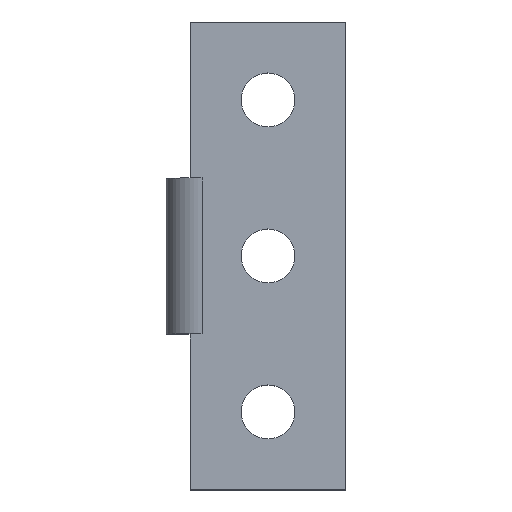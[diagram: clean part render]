
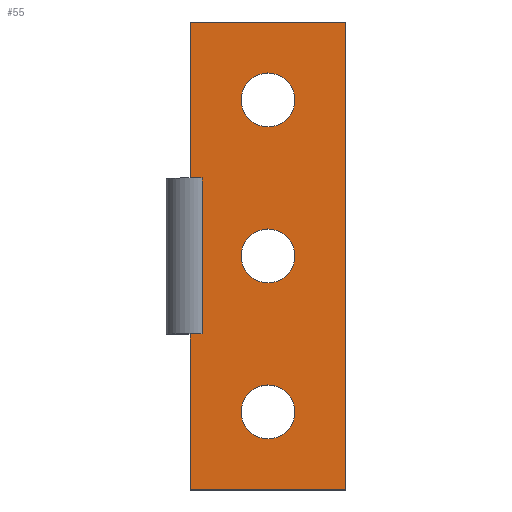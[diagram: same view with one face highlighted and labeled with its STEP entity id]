
A CAD part, top view. The second image highlights one B-rep face of the part: STEP entity #55.
In plain terms, the highlighted planar face has unit normal (0, 0, 1).
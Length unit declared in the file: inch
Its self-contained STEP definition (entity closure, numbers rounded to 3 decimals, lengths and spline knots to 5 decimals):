
#55=ADVANCED_FACE('',(#124,#125,#126,#127),#128,.T.);
#124=FACE_BOUND('',#212,.T.);
#125=FACE_BOUND('',#213,.T.);
#126=FACE_BOUND('',#214,.T.);
#127=FACE_OUTER_BOUND('',#215,.T.);
#128=PLANE('',#216);
#212=EDGE_LOOP('',(#311,#312));
#213=EDGE_LOOP('',(#313,#314));
#214=EDGE_LOOP('',(#315,#316));
#215=EDGE_LOOP('',(#317,#318,#319,#320,#321,#322,#323,#324));
#216=AXIS2_PLACEMENT_3D('',#325,#326,#327);
#311=ORIENTED_EDGE('',*,*,#525,.T.);
#312=ORIENTED_EDGE('',*,*,#526,.T.);
#313=ORIENTED_EDGE('',*,*,#527,.T.);
#314=ORIENTED_EDGE('',*,*,#528,.T.);
#315=ORIENTED_EDGE('',*,*,#511,.T.);
#316=ORIENTED_EDGE('',*,*,#523,.T.);
#317=ORIENTED_EDGE('',*,*,#529,.T.);
#318=ORIENTED_EDGE('',*,*,#530,.F.);
#319=ORIENTED_EDGE('',*,*,#520,.F.);
#320=ORIENTED_EDGE('',*,*,#531,.T.);
#321=ORIENTED_EDGE('',*,*,#532,.T.);
#322=ORIENTED_EDGE('',*,*,#533,.T.);
#323=ORIENTED_EDGE('',*,*,#534,.T.);
#324=ORIENTED_EDGE('',*,*,#535,.F.);
#325=CARTESIAN_POINT('',(0.125,2.4375,2.0));
#326=DIRECTION('',(0.0,-0.0,1.0));
#327=DIRECTION('',(0.,1.0,0.0));
#511=EDGE_CURVE('',#602,#600,#603,.T.);
#520=EDGE_CURVE('',#617,#609,#619,.T.);
#523=EDGE_CURVE('',#600,#602,#622,.T.);
#525=EDGE_CURVE('',#624,#625,#626,.T.);
#526=EDGE_CURVE('',#625,#624,#627,.T.);
#527=EDGE_CURVE('',#628,#629,#630,.T.);
#528=EDGE_CURVE('',#629,#628,#631,.T.);
#529=EDGE_CURVE('',#632,#633,#634,.T.);
#530=EDGE_CURVE('',#609,#633,#635,.T.);
#531=EDGE_CURVE('',#617,#636,#637,.T.);
#532=EDGE_CURVE('',#636,#638,#639,.T.);
#533=EDGE_CURVE('',#638,#640,#641,.T.);
#534=EDGE_CURVE('',#640,#642,#643,.T.);
#535=EDGE_CURVE('',#632,#642,#644,.T.);
#600=VERTEX_POINT('',#731);
#602=VERTEX_POINT('',#734);
#603=CIRCLE('',#735,0.28125);
#609=VERTEX_POINT('',#742);
#617=VERTEX_POINT('',#751);
#619=LINE('',#753,#754);
#622=CIRCLE('',#757,0.28125);
#624=VERTEX_POINT('',#759);
#625=VERTEX_POINT('',#760);
#626=CIRCLE('',#761,0.28125);
#627=CIRCLE('',#762,0.28125);
#628=VERTEX_POINT('',#763);
#629=VERTEX_POINT('',#764);
#630=CIRCLE('',#765,0.28125);
#631=CIRCLE('',#766,0.28125);
#632=VERTEX_POINT('',#767);
#633=VERTEX_POINT('',#768);
#634=LINE('',#769,#770);
#635=LINE('',#771,#772);
#636=VERTEX_POINT('',#773);
#637=LINE('',#774,#775);
#638=VERTEX_POINT('',#776);
#639=LINE('',#777,#778);
#640=VERTEX_POINT('',#779);
#641=LINE('',#780,#781);
#642=VERTEX_POINT('',#782);
#643=LINE('',#783,#784);
#644=LINE('',#785,#786);
#731=CARTESIAN_POINT('',(0.8125,-0.53125,2.0));
#734=CARTESIAN_POINT('',(0.8125,-1.09375,2.0));
#735=AXIS2_PLACEMENT_3D('',#903,#904,#905);
#742=CARTESIAN_POINT('',(0.125,1.625,2.0));
#751=CARTESIAN_POINT('',(0.125,0.,2.0));
#753=CARTESIAN_POINT('',(0.125,0.,2.0));
#754=VECTOR('',#923,1.);
#757=AXIS2_PLACEMENT_3D('',#927,#928,#929);
#759=CARTESIAN_POINT('',(0.8125,1.09375,2.0));
#760=CARTESIAN_POINT('',(0.8125,0.53125,2.0));
#761=AXIS2_PLACEMENT_3D('',#930,#931,#932);
#762=AXIS2_PLACEMENT_3D('',#933,#934,#935);
#763=CARTESIAN_POINT('',(0.8125,2.71875,2.0));
#764=CARTESIAN_POINT('',(0.8125,2.15625,2.0));
#765=AXIS2_PLACEMENT_3D('',#936,#937,#938);
#766=AXIS2_PLACEMENT_3D('',#939,#940,#941);
#767=CARTESIAN_POINT('',(0.,3.25,2.0));
#768=CARTESIAN_POINT('',(0.,1.625,2.0));
#769=CARTESIAN_POINT('',(0.,1.625,2.0));
#770=VECTOR('',#942,1.0);
#771=CARTESIAN_POINT('',(0.125,1.625,2.0));
#772=VECTOR('',#943,1.0);
#773=CARTESIAN_POINT('',(0.,0.0,2.0));
#774=CARTESIAN_POINT('',(0.125,0.0,2.0));
#775=VECTOR('',#944,1.0);
#776=CARTESIAN_POINT('',(0.,-1.625,2.0));
#777=CARTESIAN_POINT('',(0.,-1.625,2.0));
#778=VECTOR('',#945,1.0);
#779=CARTESIAN_POINT('',(1.625,-1.625,2.0));
#780=CARTESIAN_POINT('',(0.125,-1.625,2.0));
#781=VECTOR('',#946,1.0);
#782=CARTESIAN_POINT('',(1.625,3.25,2.0));
#783=CARTESIAN_POINT('',(1.625,-1.625,2.0));
#784=VECTOR('',#947,1.0);
#785=CARTESIAN_POINT('',(0.125,3.25,2.0));
#786=VECTOR('',#948,1.);
#903=CARTESIAN_POINT('',(0.8125,-0.8125,2.0));
#904=DIRECTION('',(0.,0.,-1.0));
#905=DIRECTION('',(0.,1.0,0.));
#923=DIRECTION('',(0.0,1.0,0.0));
#927=CARTESIAN_POINT('',(0.8125,-0.8125,2.0));
#928=DIRECTION('',(0.,0.,-1.0));
#929=DIRECTION('',(0.,1.0,0.));
#930=CARTESIAN_POINT('',(0.8125,0.8125,2.0));
#931=DIRECTION('',(0.,0.,-1.0));
#932=DIRECTION('',(0.,-1.0,0.));
#933=CARTESIAN_POINT('',(0.8125,0.8125,2.0));
#934=DIRECTION('',(0.,0.,-1.0));
#935=DIRECTION('',(0.,-1.0,0.));
#936=CARTESIAN_POINT('',(0.8125,2.4375,2.0));
#937=DIRECTION('',(0.,0.,-1.0));
#938=DIRECTION('',(0.,-1.0,0.));
#939=CARTESIAN_POINT('',(0.8125,2.4375,2.0));
#940=DIRECTION('',(0.,0.,-1.0));
#941=DIRECTION('',(0.,-1.0,0.));
#942=DIRECTION('',(0.,-1.0,-0.0));
#943=DIRECTION('',(-1.0,0.0,0.0));
#944=DIRECTION('',(-1.0,0.0,0.0));
#945=DIRECTION('',(0.,-1.0,-0.0));
#946=DIRECTION('',(1.0,0.,0.));
#947=DIRECTION('',(0.,1.0,0.0));
#948=DIRECTION('',(1.0,0.0,0.));
